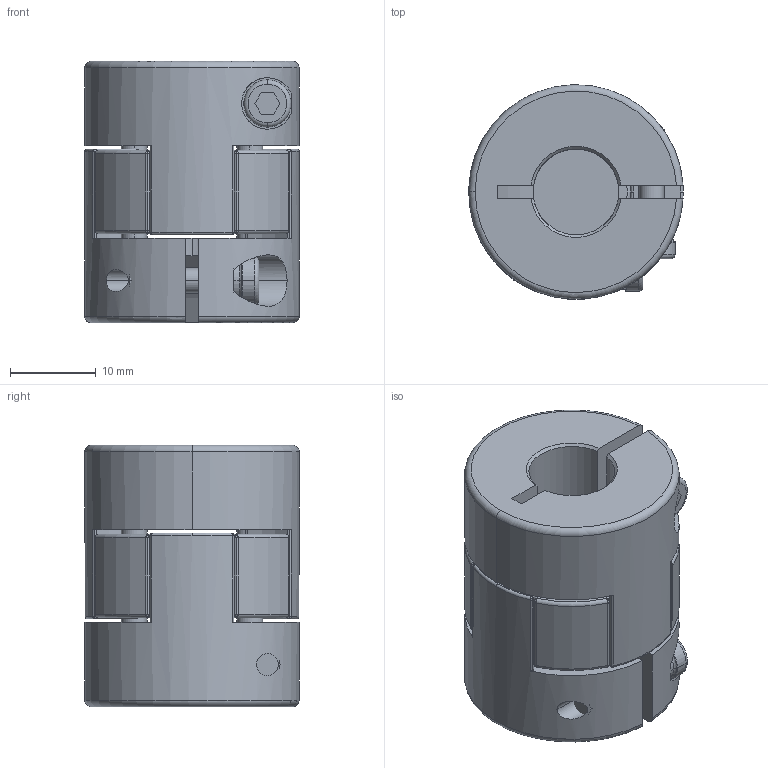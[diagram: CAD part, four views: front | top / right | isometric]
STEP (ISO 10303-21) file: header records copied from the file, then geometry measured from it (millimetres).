
FILE_DESCRIPTION (( 'STEP AP203' ), '1' );
FILE_NAME ('MH2530-6.35-10_Default_sldprt.STEP', '2025-12-22T21:32:46', ( '' ), ( '' ), 'SwSTEP 2.0', 'SolidWorks 2023', '' );
FILE_SCHEMA (( 'CONFIG_CONTROL_DESIGN' ));
Length unit declared in the file: millimetre
Products named in the file (1): MH2530-6.35-10_Default_sldprt
Bounding box: 24.95 x 24.94 x 30.4 mm (x, y, z)
Volume: 12263.5 mm3; surface area: 7656.6 mm2
Topology: 5 solids, 5 shells, 315 faces, 730 edges, 437 vertices
Faces by surface type: cylinder 123, torus 78, sphere 64, plane 46, cone 4
Entity records: 9790 total; most frequent: CARTESIAN_POINT 2217, DIRECTION 1829, ORIENTED_EDGE 1460, AXIS2_PLACEMENT_3D 823, EDGE_CURVE 730, CIRCLE 507, VERTEX_POINT 437, EDGE_LOOP 335
